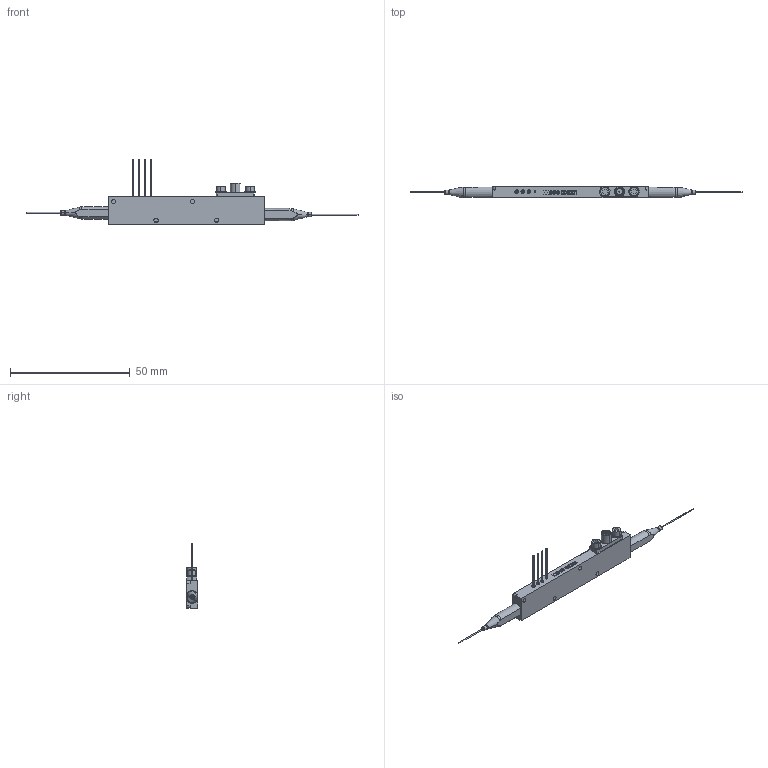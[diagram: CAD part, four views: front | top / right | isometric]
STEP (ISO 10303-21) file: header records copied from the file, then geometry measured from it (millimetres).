
FILE_DESCRIPTION (( 'STEP AP214' ), '1' );
FILE_NAME ('LN81.STEP', '2012-06-27T17:35:12', ( '' ), ( '' ), 'SwSTEP 2.0', 'SolidWorks 2011', '' );
FILE_SCHEMA (( 'AUTOMOTIVE_DESIGN' ));
Length unit declared in the file: millimetre
Products named in the file (1): LN81
Bounding box: 138.85 x 4.91 x 26.8 mm (x, y, z)
Surface area: 3494.6 mm2 (no closed solid volume)
Topology: 0 solids, 29 shells, 423 faces, 1956 edges, 1508 vertices
Faces by surface type: plane 263, cylinder 77, bspline 59, torus 12, cone 12
Entity records: 31246 total; most frequent: CARTESIAN_POINT 11969, ORIENTED_EDGE 2710, DIRECTION 2598, EDGE_CURVE 1956, VERTEX_POINT 1508, LINE 1344, VECTOR 1344, AXIS2_PLACEMENT_3D 627
